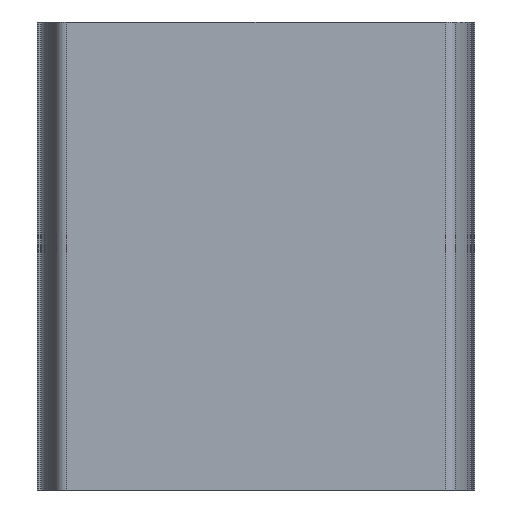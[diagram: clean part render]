
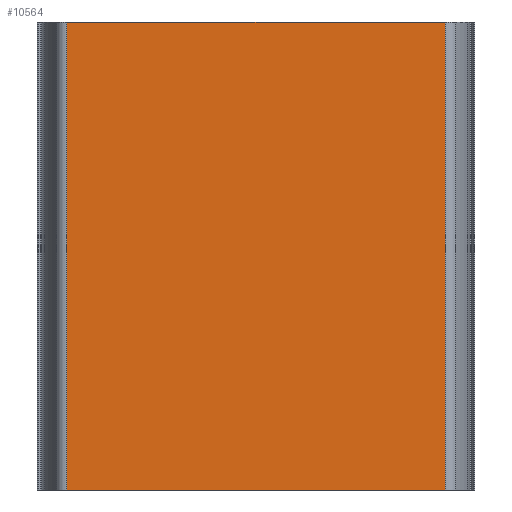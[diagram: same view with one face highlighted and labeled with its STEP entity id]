
A CAD part, front view. The second image highlights one B-rep face of the part: STEP entity #10564.
In plain terms, the highlighted planar face has unit normal (0, -1, 0).
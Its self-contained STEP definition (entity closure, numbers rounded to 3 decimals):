
#5457=CARTESIAN_POINT('',(80.801,-26.3,-100.0));
#5458=VERTEX_POINT('',#5457);
#5466=CARTESIAN_POINT('',(-80.801,-26.3,-100.0));
#5467=VERTEX_POINT('',#5466);
#5468=CARTESIAN_POINT('',(-80.801,-26.3,-100.0));
#5469=DIRECTION('',(1.0,0.0,0.0));
#5470=VECTOR('',#5469,161.601);
#5471=LINE('',#5468,#5470);
#5472=EDGE_CURVE('',#5467,#5458,#5471,.T.);
#5940=CARTESIAN_POINT('',(-80.801,-26.3,100.0));
#5941=VERTEX_POINT('',#5940);
#5949=CARTESIAN_POINT('',(80.801,-26.3,100.0));
#5950=VERTEX_POINT('',#5949);
#5951=CARTESIAN_POINT('',(80.801,-26.3,100.0));
#5952=DIRECTION('',(-1.0,0.0,0.0));
#5953=VECTOR('',#5952,161.601);
#5954=LINE('',#5951,#5953);
#5955=EDGE_CURVE('',#5950,#5941,#5954,.T.);
#10474=CARTESIAN_POINT('',(80.801,-26.3,100.0));
#10475=DIRECTION('',(0.0,0.0,-1.0));
#10476=VECTOR('',#10475,200.0);
#10477=LINE('',#10474,#10476);
#10478=EDGE_CURVE('',#5950,#5458,#10477,.T.);
#10501=CARTESIAN_POINT('',(-80.801,-26.3,-100.0));
#10502=DIRECTION('',(0.0,0.0,1.0));
#10503=VECTOR('',#10502,200.0);
#10504=LINE('',#10501,#10503);
#10505=EDGE_CURVE('',#5467,#5941,#10504,.T.);
#10553=CARTESIAN_POINT('',(83.845,-26.3,0.0));
#10554=DIRECTION('',(0.0,-1.0,0.0));
#10555=DIRECTION('',(0.0,0.0,-1.0));
#10556=AXIS2_PLACEMENT_3D('',#10553,#10554,#10555);
#10557=PLANE('',#10556);
#10558=ORIENTED_EDGE('',*,*,#10478,.F.);
#10559=ORIENTED_EDGE('',*,*,#5955,.T.);
#10560=ORIENTED_EDGE('',*,*,#10505,.F.);
#10561=ORIENTED_EDGE('',*,*,#5472,.T.);
#10562=EDGE_LOOP('',(#10558,#10559,#10560,#10561));
#10563=FACE_OUTER_BOUND('',#10562,.T.);
#10564=ADVANCED_FACE('',(#10563),#10557,.T.);
